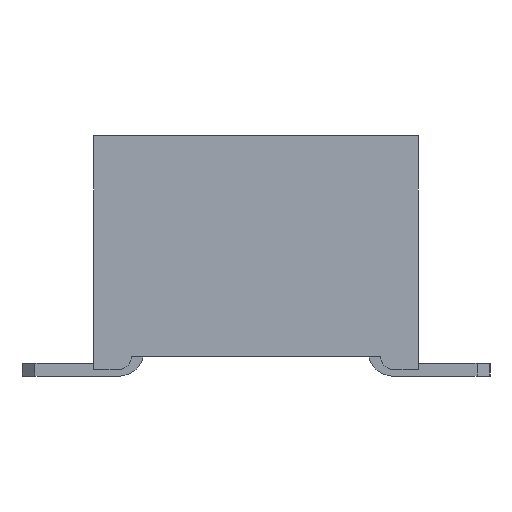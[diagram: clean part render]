
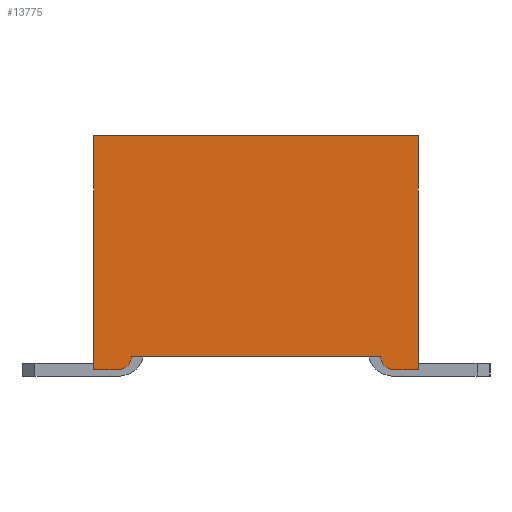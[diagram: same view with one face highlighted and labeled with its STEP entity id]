
A CAD part, left-side view. The second image highlights one B-rep face of the part: STEP entity #13775.
In plain terms, the highlighted planar face has unit normal (-1, 0, 0).
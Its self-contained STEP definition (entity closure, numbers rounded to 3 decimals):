
#214=CIRCLE('',#14527,0.2);
#215=CIRCLE('',#14528,0.2);
#1324=ORIENTED_EDGE('',*,*,#5268,.T.);
#1325=ORIENTED_EDGE('',*,*,#5272,.T.);
#1326=ORIENTED_EDGE('',*,*,#5273,.F.);
#1327=ORIENTED_EDGE('',*,*,#5274,.T.);
#1328=ORIENTED_EDGE('',*,*,#4893,.T.);
#1329=ORIENTED_EDGE('',*,*,#4697,.T.);
#1330=ORIENTED_EDGE('',*,*,#5200,.T.);
#1331=ORIENTED_EDGE('',*,*,#5264,.T.);
#4697=EDGE_CURVE('',#6714,#6713,#7975,.T.);
#4893=EDGE_CURVE('',#6872,#6714,#8171,.T.);
#5200=EDGE_CURVE('',#6713,#7158,#8478,.T.);
#5264=EDGE_CURVE('',#7158,#7201,#8542,.T.);
#5268=EDGE_CURVE('',#7201,#7203,#8546,.T.);
#5272=EDGE_CURVE('',#7203,#7206,#214,.T.);
#5273=EDGE_CURVE('',#7207,#7206,#8548,.T.);
#5274=EDGE_CURVE('',#7207,#6872,#215,.T.);
#6713=VERTEX_POINT('',#19646);
#6714=VERTEX_POINT('',#19648);
#6872=VERTEX_POINT('',#20041);
#7158=VERTEX_POINT('',#20676);
#7201=VERTEX_POINT('',#20783);
#7203=VERTEX_POINT('',#20790);
#7206=VERTEX_POINT('',#20800);
#7207=VERTEX_POINT('',#20802);
#7975=LINE('',#19647,#9861);
#8171=LINE('',#20040,#10057);
#8478=LINE('',#20675,#10364);
#8542=LINE('',#20784,#10428);
#8546=LINE('',#20791,#10432);
#8548=LINE('',#20801,#10434);
#9861=VECTOR('',#15695,1000.);
#10057=VECTOR('',#15969,1000.);
#10364=VECTOR('',#16360,1000.);
#10428=VECTOR('',#16426,1000.);
#10432=VECTOR('',#16432,1000.);
#10434=VECTOR('',#16444,1000.);
#11595=EDGE_LOOP('',(#1324,#1325,#1326,#1327,#1328,#1329,#1330,#1331));
#12357=FACE_BOUND('',#11595,.T.);
#13079=PLANE('',#14526);
#13775=ADVANCED_FACE('',(#12357),#13079,.T.);
#14526=AXIS2_PLACEMENT_3D('',#20798,#16440,#16441);
#14527=AXIS2_PLACEMENT_3D('',#20799,#16442,#16443);
#14528=AXIS2_PLACEMENT_3D('',#20803,#16445,#16446);
#15695=DIRECTION('',(0.,0.,1.));
#15969=DIRECTION('',(0.,-1.,0.));
#16360=DIRECTION('',(0.,1.,0.));
#16426=DIRECTION('',(0.,0.,-1.));
#16432=DIRECTION('',(0.,-1.,0.));
#16440=DIRECTION('',(-1.,0.,0.));
#16441=DIRECTION('',(0.,0.,1.));
#16442=DIRECTION('',(-1.,0.,0.));
#16443=DIRECTION('',(0.,0.,1.));
#16444=DIRECTION('',(0.,1.,0.));
#16445=DIRECTION('',(-1.,0.,0.));
#16446=DIRECTION('',(0.,0.,1.));
#19646=CARTESIAN_POINT('',(-25.4,-2.5,1.8));
#19647=CARTESIAN_POINT('',(-25.4,-2.5,-1.8));
#19648=CARTESIAN_POINT('',(-25.4,-2.5,-1.8));
#20040=CARTESIAN_POINT('',(-25.4,2.5,-1.8));
#20041=CARTESIAN_POINT('',(-25.4,-2.12,-1.8));
#20675=CARTESIAN_POINT('',(-25.4,-2.5,1.8));
#20676=CARTESIAN_POINT('',(-25.4,2.5,1.8));
#20783=CARTESIAN_POINT('',(-25.4,2.5,-1.8));
#20784=CARTESIAN_POINT('',(-25.4,2.5,1.8));
#20790=CARTESIAN_POINT('',(-25.4,2.12,-1.8));
#20791=CARTESIAN_POINT('',(-25.4,2.5,-1.8));
#20798=CARTESIAN_POINT('',(-25.4,0.,0.));
#20799=CARTESIAN_POINT('',(-25.4,2.12,-1.6));
#20800=CARTESIAN_POINT('',(-25.4,1.92,-1.6));
#20801=CARTESIAN_POINT('',(-25.4,0.,-1.6));
#20802=CARTESIAN_POINT('',(-25.4,-1.92,-1.6));
#20803=CARTESIAN_POINT('',(-25.4,-2.12,-1.6));
